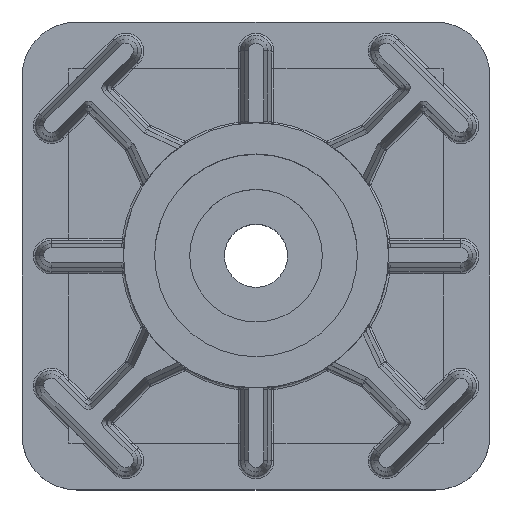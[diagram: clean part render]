
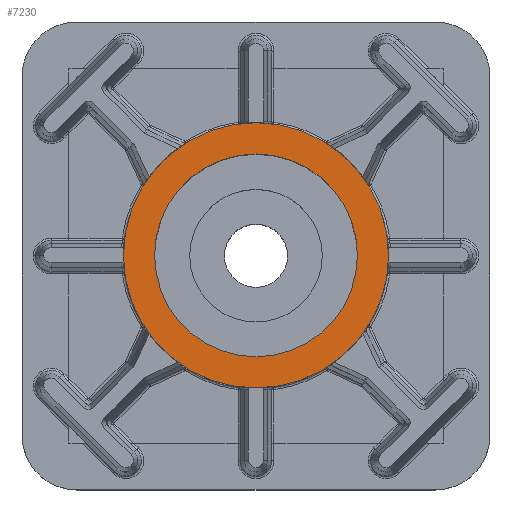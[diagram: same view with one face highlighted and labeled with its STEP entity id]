
A CAD part, top view. The second image highlights one B-rep face of the part: STEP entity #7230.
In plain terms, the highlighted planar face has unit normal (0, 0, 1).
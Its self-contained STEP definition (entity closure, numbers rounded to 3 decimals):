
#791 = DIRECTION ( 'NONE',  ( 0., 0., 1. ) ) ;
#927 = DIRECTION ( 'NONE',  ( 1., 0., 0. ) ) ;
#1194 = CARTESIAN_POINT ( 'NONE',  ( 0., 0., 55. ) ) ;
#1379 = CIRCLE ( 'NONE', #10874, 17. ) ;
#1926 = AXIS2_PLACEMENT_3D ( 'NONE', #8096, #791, #9345 ) ;
#2509 = DIRECTION ( 'NONE',  ( 1., 0., 0. ) ) ;
#2606 = DIRECTION ( 'NONE',  ( 0., 0., 1. ) ) ;
#2854 = EDGE_CURVE ( 'NONE', #7140, #7879, #13785, .T. ) ;
#2948 = ORIENTED_EDGE ( 'NONE', *, *, #6330, .F. ) ;
#3295 = CARTESIAN_POINT ( 'NONE',  ( 13., 0., 55. ) ) ;
#3602 = EDGE_LOOP ( 'NONE', ( #2948, #14777 ) ) ;
#4367 = AXIS2_PLACEMENT_3D ( 'NONE', #15566, #8226, #927 ) ;
#4374 = DIRECTION ( 'NONE',  ( 0., 0., 1. ) ) ;
#4956 = CIRCLE ( 'NONE', #11110, 13. ) ;
#5714 = ORIENTED_EDGE ( 'NONE', *, *, #9245, .T. ) ;
#6330 = EDGE_CURVE ( 'NONE', #7879, #7140, #4956, .T. ) ;
#6614 = VERTEX_POINT ( 'NONE', #15667 ) ;
#7140 = VERTEX_POINT ( 'NONE', #3295 ) ;
#7230 = ADVANCED_FACE ( 'NONE', ( #15397, #8901 ), #7278, .T. ) ;
#7278 = PLANE ( 'NONE',  #14989 ) ;
#7879 = VERTEX_POINT ( 'NONE', #11164 ) ;
#8096 = CARTESIAN_POINT ( 'NONE',  ( 0., 0., 55. ) ) ;
#8226 = DIRECTION ( 'NONE',  ( 0., 0., 1. ) ) ;
#8472 = CARTESIAN_POINT ( 'NONE',  ( -17., 0., 55. ) ) ;
#8841 = ORIENTED_EDGE ( 'NONE', *, *, #12034, .T. ) ;
#8901 = FACE_OUTER_BOUND ( 'NONE', #10088, .T. ) ;
#9245 = EDGE_CURVE ( 'NONE', #10539, #6614, #11450, .T. ) ;
#9345 = DIRECTION ( 'NONE',  ( 1., 0., 0. ) ) ;
#9741 = DIRECTION ( 'NONE',  ( 0., 0., 1. ) ) ;
#9828 = CARTESIAN_POINT ( 'NONE',  ( 0., 0., 55. ) ) ;
#10088 = EDGE_LOOP ( 'NONE', ( #5714, #8841 ) ) ;
#10539 = VERTEX_POINT ( 'NONE', #8472 ) ;
#10874 = AXIS2_PLACEMENT_3D ( 'NONE', #11593, #4374, #12826 ) ;
#11047 = DIRECTION ( 'NONE',  ( 1., 0., 0. ) ) ;
#11110 = AXIS2_PLACEMENT_3D ( 'NONE', #9828, #2606, #11047 ) ;
#11164 = CARTESIAN_POINT ( 'NONE',  ( -13., 0., 55. ) ) ;
#11450 = CIRCLE ( 'NONE', #4367, 17. ) ;
#11593 = CARTESIAN_POINT ( 'NONE',  ( 0., 0., 55. ) ) ;
#12034 = EDGE_CURVE ( 'NONE', #6614, #10539, #1379, .T. ) ;
#12826 = DIRECTION ( 'NONE',  ( 1., 0., 0. ) ) ;
#13785 = CIRCLE ( 'NONE', #1926, 13. ) ;
#14777 = ORIENTED_EDGE ( 'NONE', *, *, #2854, .F. ) ;
#14989 = AXIS2_PLACEMENT_3D ( 'NONE', #1194, #9741, #2509 ) ;
#15397 = FACE_BOUND ( 'NONE', #3602, .T. ) ;
#15566 = CARTESIAN_POINT ( 'NONE',  ( 0., 0., 55. ) ) ;
#15667 = CARTESIAN_POINT ( 'NONE',  ( 17., 0., 55. ) ) ;
